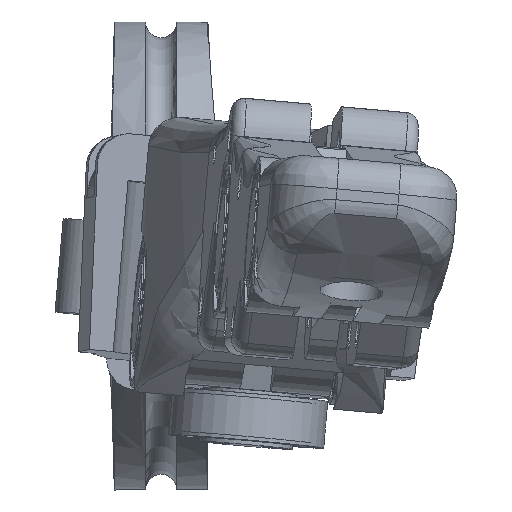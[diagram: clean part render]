
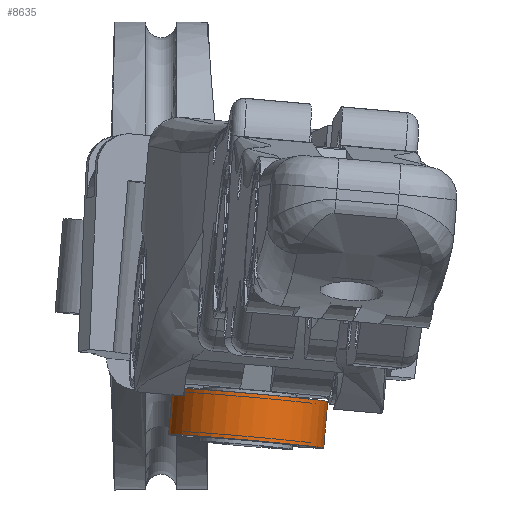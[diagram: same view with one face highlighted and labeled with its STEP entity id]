
A CAD part, top view. The second image highlights one B-rep face of the part: STEP entity #8635.
In plain terms, the highlighted cylindrical face has radius 5 mm (diameter 10 mm), a full revolution.
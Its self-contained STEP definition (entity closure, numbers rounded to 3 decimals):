
#941=FACE_OUTER_BOUND('',#1465,.T.);
#1465=EDGE_LOOP('',(#8000,#8001,#8002,#8003));
#2110=CIRCLE('',#9458,5.);
#2111=CIRCLE('',#9459,5.);
#2732=LINE('',#20179,#3344);
#3344=VECTOR('',#11596,5.);
#4170=VERTEX_POINT('',#20176);
#4171=VERTEX_POINT('',#20178);
#5450=EDGE_CURVE('',#4170,#4170,#2110,.T.);
#5451=EDGE_CURVE('',#4170,#4171,#2732,.T.);
#5452=EDGE_CURVE('',#4171,#4171,#2111,.T.);
#8000=ORIENTED_EDGE('',*,*,#5450,.F.);
#8001=ORIENTED_EDGE('',*,*,#5451,.T.);
#8002=ORIENTED_EDGE('',*,*,#5452,.T.);
#8003=ORIENTED_EDGE('',*,*,#5451,.F.);
#8203=CYLINDRICAL_SURFACE('',#9457,5.);
#8635=ADVANCED_FACE('',(#941),#8203,.T.);
#9457=AXIS2_PLACEMENT_3D('',#20175,#11592,#11593);
#9458=AXIS2_PLACEMENT_3D('',#20177,#11594,#11595);
#9459=AXIS2_PLACEMENT_3D('',#20180,#11597,#11598);
#11592=DIRECTION('center_axis',(0.,1.,0.));
#11593=DIRECTION('ref_axis',(0.,0.,1.));
#11594=DIRECTION('center_axis',(0.,1.,0.));
#11595=DIRECTION('ref_axis',(0.,0.,1.));
#11596=DIRECTION('',(0.,-1.,0.));
#11597=DIRECTION('center_axis',(0.,1.,0.));
#11598=DIRECTION('ref_axis',(0.,0.,1.));
#20175=CARTESIAN_POINT('Origin',(0.,0.,0.));
#20176=CARTESIAN_POINT('',(0.,1.5,-5.));
#20177=CARTESIAN_POINT('Origin',(0.,1.5,0.));
#20178=CARTESIAN_POINT('',(0.,-1.5,-5.));
#20179=CARTESIAN_POINT('',(0.,0.,-5.));
#20180=CARTESIAN_POINT('Origin',(0.,-1.5,0.));
